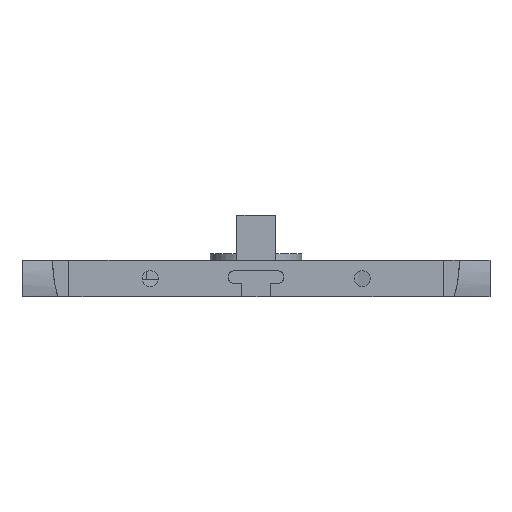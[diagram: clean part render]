
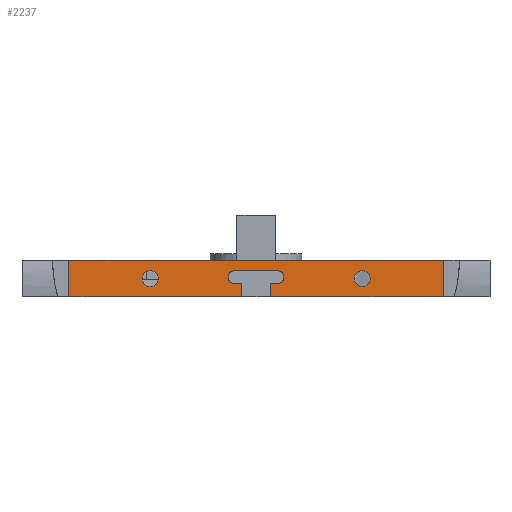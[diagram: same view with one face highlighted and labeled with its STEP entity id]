
A CAD part, front view. The second image highlights one B-rep face of the part: STEP entity #2237.
In plain terms, the highlighted planar face has unit normal (0, -1, 0).
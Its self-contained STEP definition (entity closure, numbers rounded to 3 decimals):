
#30=FACE_BOUND('',#778,.T.);
#31=FACE_BOUND('',#779,.T.);
#70=PLANE('',#2406);
#152=LINE('',#3335,#377);
#189=LINE('',#3440,#414);
#194=LINE('',#3454,#419);
#198=LINE('',#3466,#423);
#202=LINE('',#3478,#427);
#206=LINE('',#3490,#431);
#210=LINE('',#3502,#435);
#214=LINE('',#3514,#439);
#218=LINE('',#3522,#443);
#219=LINE('',#3523,#444);
#220=LINE('',#3525,#445);
#221=LINE('',#3526,#446);
#377=VECTOR('',#2641,25.4);
#414=VECTOR('',#2712,10.);
#419=VECTOR('',#2725,10.);
#423=VECTOR('',#2737,10.);
#427=VECTOR('',#2749,10.);
#431=VECTOR('',#2761,10.);
#435=VECTOR('',#2773,10.);
#439=VECTOR('',#2785,10.);
#443=VECTOR('',#2793,25.4);
#444=VECTOR('',#2794,25.4);
#445=VECTOR('',#2795,25.4);
#446=VECTOR('',#2796,25.4);
#646=FACE_OUTER_BOUND('',#777,.T.);
#777=EDGE_LOOP('',(#1750,#1751,#1752,#1753,#1754,#1755,#1756,#1757,#1758,
#1759,#1760,#1761,#1762,#1763,#1764,#1765,#1766,#1767));
#778=EDGE_LOOP('',(#1768));
#779=EDGE_LOOP('',(#1769));
#905=CIRCLE('',#2382,0.5);
#907=CIRCLE('',#2386,1.5);
#909=CIRCLE('',#2390,1.5);
#911=CIRCLE('',#2394,1.5);
#913=CIRCLE('',#2398,1.5);
#915=CIRCLE('',#2402,0.5);
#917=CIRCLE('',#2407,2.5);
#918=CIRCLE('',#2408,2.5);
#1017=VERTEX_POINT('',#3332);
#1018=VERTEX_POINT('',#3334);
#1068=VERTEX_POINT('',#3438);
#1069=VERTEX_POINT('',#3439);
#1072=VERTEX_POINT('',#3447);
#1074=VERTEX_POINT('',#3453);
#1076=VERTEX_POINT('',#3459);
#1078=VERTEX_POINT('',#3465);
#1080=VERTEX_POINT('',#3471);
#1082=VERTEX_POINT('',#3477);
#1084=VERTEX_POINT('',#3483);
#1086=VERTEX_POINT('',#3489);
#1088=VERTEX_POINT('',#3495);
#1090=VERTEX_POINT('',#3501);
#1092=VERTEX_POINT('',#3507);
#1094=VERTEX_POINT('',#3513);
#1096=VERTEX_POINT('',#3521);
#1097=VERTEX_POINT('',#3524);
#1098=VERTEX_POINT('',#3527);
#1099=VERTEX_POINT('',#3529);
#1255=EDGE_CURVE('',#1017,#1018,#152,.T.);
#1307=EDGE_CURVE('',#1068,#1069,#189,.T.);
#1311=EDGE_CURVE('',#1072,#1068,#905,.T.);
#1314=EDGE_CURVE('',#1074,#1072,#194,.T.);
#1317=EDGE_CURVE('',#1076,#1074,#907,.T.);
#1320=EDGE_CURVE('',#1078,#1076,#198,.T.);
#1323=EDGE_CURVE('',#1080,#1078,#909,.T.);
#1326=EDGE_CURVE('',#1082,#1080,#202,.T.);
#1329=EDGE_CURVE('',#1084,#1082,#911,.T.);
#1332=EDGE_CURVE('',#1086,#1084,#206,.T.);
#1335=EDGE_CURVE('',#1088,#1086,#913,.T.);
#1338=EDGE_CURVE('',#1090,#1088,#210,.T.);
#1341=EDGE_CURVE('',#1092,#1090,#915,.T.);
#1344=EDGE_CURVE('',#1094,#1092,#214,.T.);
#1348=EDGE_CURVE('',#1096,#1069,#218,.T.);
#1349=EDGE_CURVE('',#1096,#1018,#219,.T.);
#1350=EDGE_CURVE('',#1097,#1017,#220,.T.);
#1351=EDGE_CURVE('',#1094,#1097,#221,.T.);
#1352=EDGE_CURVE('',#1098,#1098,#917,.T.);
#1353=EDGE_CURVE('',#1099,#1099,#918,.T.);
#1750=ORIENTED_EDGE('',*,*,#1344,.T.);
#1751=ORIENTED_EDGE('',*,*,#1341,.T.);
#1752=ORIENTED_EDGE('',*,*,#1338,.T.);
#1753=ORIENTED_EDGE('',*,*,#1335,.T.);
#1754=ORIENTED_EDGE('',*,*,#1332,.T.);
#1755=ORIENTED_EDGE('',*,*,#1329,.T.);
#1756=ORIENTED_EDGE('',*,*,#1326,.T.);
#1757=ORIENTED_EDGE('',*,*,#1323,.T.);
#1758=ORIENTED_EDGE('',*,*,#1320,.T.);
#1759=ORIENTED_EDGE('',*,*,#1317,.T.);
#1760=ORIENTED_EDGE('',*,*,#1314,.T.);
#1761=ORIENTED_EDGE('',*,*,#1311,.T.);
#1762=ORIENTED_EDGE('',*,*,#1307,.T.);
#1763=ORIENTED_EDGE('',*,*,#1348,.F.);
#1764=ORIENTED_EDGE('',*,*,#1349,.T.);
#1765=ORIENTED_EDGE('',*,*,#1255,.F.);
#1766=ORIENTED_EDGE('',*,*,#1350,.F.);
#1767=ORIENTED_EDGE('',*,*,#1351,.F.);
#1768=ORIENTED_EDGE('',*,*,#1352,.T.);
#1769=ORIENTED_EDGE('',*,*,#1353,.T.);
#2237=ADVANCED_FACE('',(#646,#30,#31),#70,.T.);
#2382=AXIS2_PLACEMENT_3D('',#3448,#2718,#2719);
#2386=AXIS2_PLACEMENT_3D('',#3460,#2730,#2731);
#2390=AXIS2_PLACEMENT_3D('',#3472,#2742,#2743);
#2394=AXIS2_PLACEMENT_3D('',#3484,#2754,#2755);
#2398=AXIS2_PLACEMENT_3D('',#3496,#2766,#2767);
#2402=AXIS2_PLACEMENT_3D('',#3508,#2778,#2779);
#2406=AXIS2_PLACEMENT_3D('',#3520,#2791,#2792);
#2407=AXIS2_PLACEMENT_3D('',#3528,#2797,#2798);
#2408=AXIS2_PLACEMENT_3D('',#3530,#2799,#2800);
#2641=DIRECTION('',(1.,0.,0.));
#2712=DIRECTION('',(0.,0.,-1.));
#2718=DIRECTION('center_axis',(0.,-1.,0.));
#2719=DIRECTION('ref_axis',(0.,0.,1.));
#2725=DIRECTION('',(-1.,0.,0.));
#2730=DIRECTION('center_axis',(0.,1.,0.));
#2731=DIRECTION('ref_axis',(0.,0.,-1.));
#2737=DIRECTION('',(0.,0.,-1.));
#2742=DIRECTION('center_axis',(0.,1.,0.));
#2743=DIRECTION('ref_axis',(1.,0.,0.));
#2749=DIRECTION('',(1.,0.,0.));
#2754=DIRECTION('center_axis',(0.,1.,0.));
#2755=DIRECTION('ref_axis',(0.,0.,1.));
#2761=DIRECTION('',(0.,0.,1.));
#2766=DIRECTION('center_axis',(0.,1.,0.));
#2767=DIRECTION('ref_axis',(-1.,0.,0.));
#2773=DIRECTION('',(-1.,0.,0.));
#2778=DIRECTION('center_axis',(0.,-1.,0.));
#2779=DIRECTION('ref_axis',(1.,0.,0.));
#2785=DIRECTION('',(0.,0.,1.));
#2791=DIRECTION('center_axis',(0.,-1.,0.));
#2792=DIRECTION('ref_axis',(0.,0.,1.));
#2793=DIRECTION('',(-1.,0.,0.));
#2794=DIRECTION('',(0.,0.,1.));
#2795=DIRECTION('',(0.,0.,1.));
#2796=DIRECTION('',(-1.,0.,0.));
#2797=DIRECTION('center_axis',(0.,1.,0.));
#2798=DIRECTION('ref_axis',(1.,0.,0.));
#2799=DIRECTION('center_axis',(0.,1.,0.));
#2800=DIRECTION('ref_axis',(1.,0.,0.));
#3332=CARTESIAN_POINT('',(-57.951,-70.226,51.42));
#3334=CARTESIAN_POINT('',(58.049,-70.226,51.42));
#3335=CARTESIAN_POINT('',(-0.87,-70.226,51.42));
#3438=CARTESIAN_POINT('',(4.488,-70.226,43.817));
#3439=CARTESIAN_POINT('',(4.488,-70.226,40.065));
#3440=CARTESIAN_POINT('',(4.488,-70.226,15.539));
#3447=CARTESIAN_POINT('',(4.988,-70.226,44.317));
#3448=CARTESIAN_POINT('Origin',(4.988,-70.226,43.817));
#3453=CARTESIAN_POINT('',(7.,-70.226,44.317));
#3454=CARTESIAN_POINT('',(3.524,-70.226,44.317));
#3459=CARTESIAN_POINT('',(8.5,-70.226,45.817));
#3460=CARTESIAN_POINT('Origin',(7.,-70.226,45.817));
#3465=CARTESIAN_POINT('',(8.5,-70.226,46.603));
#3466=CARTESIAN_POINT('',(8.5,-70.226,16.932));
#3471=CARTESIAN_POINT('',(7.,-70.226,48.103));
#3472=CARTESIAN_POINT('Origin',(7.,-70.226,46.603));
#3477=CARTESIAN_POINT('',(-7.,-70.226,48.103));
#3478=CARTESIAN_POINT('',(-3.476,-70.226,48.103));
#3483=CARTESIAN_POINT('',(-8.5,-70.226,46.603));
#3484=CARTESIAN_POINT('Origin',(-7.,-70.226,46.603));
#3489=CARTESIAN_POINT('',(-8.5,-70.226,45.817));
#3490=CARTESIAN_POINT('',(-8.5,-70.226,16.539));
#3495=CARTESIAN_POINT('',(-7.,-70.226,44.317));
#3496=CARTESIAN_POINT('Origin',(-7.,-70.226,45.817));
#3501=CARTESIAN_POINT('',(-4.988,-70.226,44.317));
#3502=CARTESIAN_POINT('',(-2.469,-70.226,44.317));
#3507=CARTESIAN_POINT('',(-4.488,-70.226,43.817));
#3508=CARTESIAN_POINT('Origin',(-4.988,-70.226,43.817));
#3513=CARTESIAN_POINT('',(-4.488,-70.226,40.065));
#3514=CARTESIAN_POINT('',(-4.488,-70.226,13.663));
#3520=CARTESIAN_POINT('Origin',(0.049,-70.226,-12.739));
#3521=CARTESIAN_POINT('',(58.049,-70.226,40.065));
#3522=CARTESIAN_POINT('',(-0.87,-70.226,40.065));
#3523=CARTESIAN_POINT('',(58.049,-70.226,-12.739));
#3524=CARTESIAN_POINT('',(-57.951,-70.226,40.065));
#3525=CARTESIAN_POINT('',(-57.951,-70.226,-12.739));
#3526=CARTESIAN_POINT('',(-0.87,-70.226,40.065));
#3527=CARTESIAN_POINT('',(-35.314,-70.226,45.742));
#3528=CARTESIAN_POINT('Origin',(-32.814,-70.226,45.742));
#3529=CARTESIAN_POINT('',(30.412,-70.226,45.742));
#3530=CARTESIAN_POINT('Origin',(32.912,-70.226,45.742));
